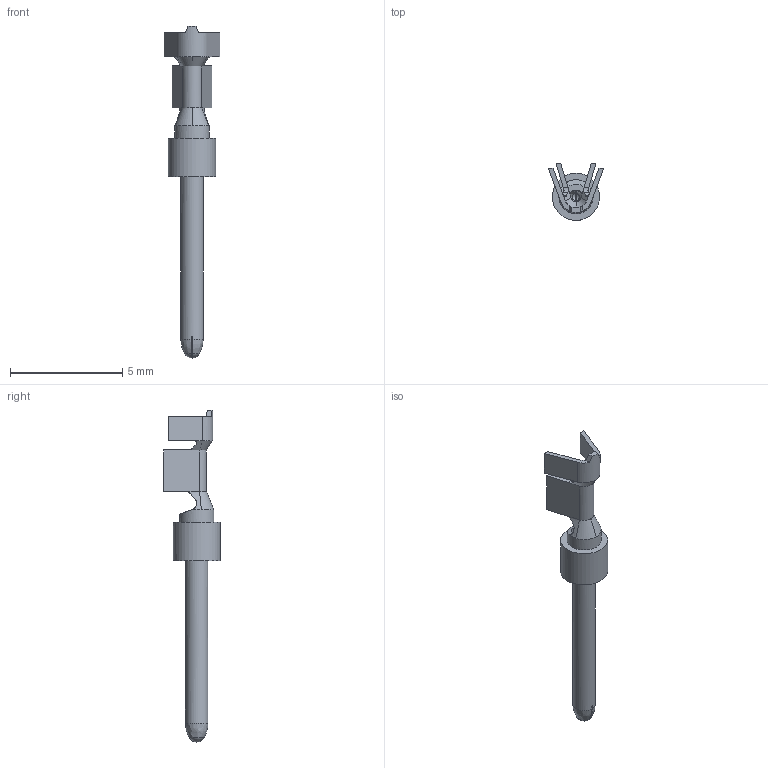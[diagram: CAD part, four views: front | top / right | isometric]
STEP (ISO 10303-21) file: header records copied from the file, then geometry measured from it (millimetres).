
FILE_DESCRIPTION(/* description */ (''),/* implementation_level */ '2;1');
FILE_NAME(/* name */ '100183109ugm000_a.stp',/* time_stamp */ '2013-11-19T08:22:16+01:00',/* author */ (''),/* organization */ (''),/* preprocessor_version */ 'ST-DEVELOPER v15',/* originating_system */ 'SIEMENS PLM Software NX 8.5',/* authorisation */ '');
FILE_SCHEMA (('AUTOMOTIVE_DESIGN { 1 0 10303 214 3 1 1 1 }'));
Length unit declared in the file: millimetre
Products named in the file (1): 100183109ugm000_a
Bounding box: 2.46 x 2.52 x 14.78 mm (x, y, z)
Volume: 10 mm3; surface area: 108.6 mm2
Topology: 1 solids, 1 shells, 79 faces, 208 edges, 133 vertices
Faces by surface type: plane 37, bspline 20, cylinder 18, sphere 4
Full cylindrical faces by diameter (mm): 0.6 x1, 1.12 x1, 1.52 x1, 1.7 x1, 2.1 x1
Entity records: 2674 total; most frequent: CARTESIAN_POINT 907, ORIENTED_EDGE 406, DIRECTION 282, EDGE_CURVE 203, VERTEX_POINT 133, LINE 98, VECTOR 98, AXIS2_PLACEMENT_3D 92
